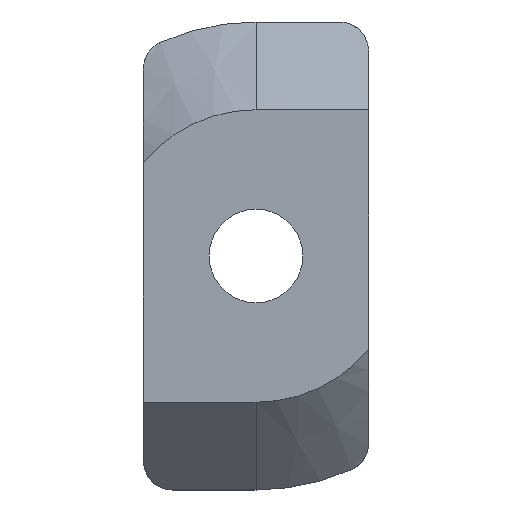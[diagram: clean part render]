
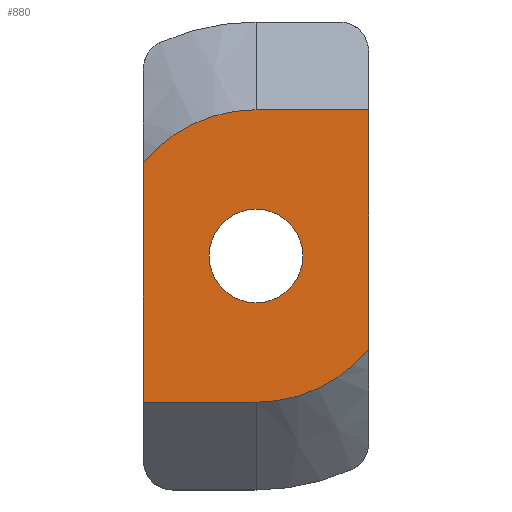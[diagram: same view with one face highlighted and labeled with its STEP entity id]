
A CAD part, front view. The second image highlights one B-rep face of the part: STEP entity #880.
In plain terms, the highlighted planar face has unit normal (0, -1, 0).
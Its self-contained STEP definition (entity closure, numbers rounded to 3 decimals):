
#21 = ORIENTED_EDGE ( 'NONE', *, *, #133, .F. ) ;
#29 = CARTESIAN_POINT ( 'NONE',  ( -3.85, 0., -5. ) ) ;
#46 = ORIENTED_EDGE ( 'NONE', *, *, #291, .F. ) ;
#50 = DIRECTION ( 'NONE',  ( 0., 0., -1. ) ) ;
#53 = VECTOR ( 'NONE', #456, 1000. ) ;
#79 = VERTEX_POINT ( 'NONE', #147 ) ;
#106 = CARTESIAN_POINT ( 'NONE',  ( 0., 0., 0. ) ) ;
#109 = AXIS2_PLACEMENT_3D ( 'NONE', #106, #845, #631 ) ;
#121 = FACE_OUTER_BOUND ( 'NONE', #629, .T. ) ;
#129 = DIRECTION ( 'NONE',  ( 0., 1., 0. ) ) ;
#132 = VECTOR ( 'NONE', #50, 1000. ) ;
#133 = EDGE_CURVE ( 'NONE', #259, #543, #306, .T. ) ;
#147 = CARTESIAN_POINT ( 'NONE',  ( 3.85, 0., 5. ) ) ;
#161 = CARTESIAN_POINT ( 'NONE',  ( 3.85, 0., -3.19 ) ) ;
#187 = CARTESIAN_POINT ( 'NONE',  ( 0., 0., 5. ) ) ;
#232 = VERTEX_POINT ( 'NONE', #161 ) ;
#237 = LINE ( 'NONE', #858, #132 ) ;
#239 = AXIS2_PLACEMENT_3D ( 'NONE', #645, #336, #269 ) ;
#259 = VERTEX_POINT ( 'NONE', #29 ) ;
#269 = DIRECTION ( 'NONE',  ( 0., 0., 1. ) ) ;
#280 = FACE_BOUND ( 'NONE', #650, .T. ) ;
#289 = DIRECTION ( 'NONE',  ( 0., 1., 0. ) ) ;
#291 = EDGE_CURVE ( 'NONE', #922, #680, #538, .T. ) ;
#306 = LINE ( 'NONE', #321, #53 ) ;
#321 = CARTESIAN_POINT ( 'NONE',  ( -3.85, 0., 0. ) ) ;
#323 = CARTESIAN_POINT ( 'NONE',  ( 0., 0., -5. ) ) ;
#335 = EDGE_CURVE ( 'NONE', #680, #922, #479, .T. ) ;
#336 = DIRECTION ( 'NONE',  ( 0., -1., 0. ) ) ;
#340 = DIRECTION ( 'NONE',  ( 0., 1., 0. ) ) ;
#343 = VERTEX_POINT ( 'NONE', #410 ) ;
#348 = EDGE_CURVE ( 'NONE', #79, #232, #237, .T. ) ;
#351 = AXIS2_PLACEMENT_3D ( 'NONE', #866, #340, #940 ) ;
#384 = EDGE_CURVE ( 'NONE', #543, #343, #762, .T. ) ;
#410 = CARTESIAN_POINT ( 'NONE',  ( 0., 0., 5. ) ) ;
#423 = DIRECTION ( 'NONE',  ( 0., 0., 1. ) ) ;
#427 = ORIENTED_EDGE ( 'NONE', *, *, #726, .F. ) ;
#441 = DIRECTION ( 'NONE',  ( -1., 0., 0. ) ) ;
#454 = EDGE_CURVE ( 'NONE', #665, #259, #640, .T. ) ;
#456 = DIRECTION ( 'NONE',  ( 0., 0., 1. ) ) ;
#479 = CIRCLE ( 'NONE', #239, 1.6 ) ;
#488 = CARTESIAN_POINT ( 'NONE',  ( 0., 0., 0. ) ) ;
#494 = DIRECTION ( 'NONE',  ( 0., 0., 1. ) ) ;
#518 = ORIENTED_EDGE ( 'NONE', *, *, #454, .F. ) ;
#538 = CIRCLE ( 'NONE', #109, 1.6 ) ;
#543 = VERTEX_POINT ( 'NONE', #980 ) ;
#552 = AXIS2_PLACEMENT_3D ( 'NONE', #957, #289, #494 ) ;
#564 = ORIENTED_EDGE ( 'NONE', *, *, #335, .F. ) ;
#595 = CARTESIAN_POINT ( 'NONE',  ( 0., 0., -5. ) ) ;
#629 = EDGE_LOOP ( 'NONE', ( #427, #666, #21, #518, #642, #747 ) ) ;
#631 = DIRECTION ( 'NONE',  ( 0., 0., 1. ) ) ;
#640 = LINE ( 'NONE', #595, #793 ) ;
#642 = ORIENTED_EDGE ( 'NONE', *, *, #734, .F. ) ;
#645 = CARTESIAN_POINT ( 'NONE',  ( 0., 0., 0. ) ) ;
#648 = AXIS2_PLACEMENT_3D ( 'NONE', #488, #129, #423 ) ;
#650 = EDGE_LOOP ( 'NONE', ( #564, #46 ) ) ;
#665 = VERTEX_POINT ( 'NONE', #323 ) ;
#666 = ORIENTED_EDGE ( 'NONE', *, *, #384, .F. ) ;
#680 = VERTEX_POINT ( 'NONE', #831 ) ;
#704 = DIRECTION ( 'NONE',  ( 1., 0., 0. ) ) ;
#726 = EDGE_CURVE ( 'NONE', #343, #79, #819, .T. ) ;
#734 = EDGE_CURVE ( 'NONE', #232, #665, #931, .T. ) ;
#747 = ORIENTED_EDGE ( 'NONE', *, *, #348, .F. ) ;
#751 = CARTESIAN_POINT ( 'NONE',  ( 0., 0., -1.6 ) ) ;
#762 = CIRCLE ( 'NONE', #648, 5. ) ;
#793 = VECTOR ( 'NONE', #441, 1000. ) ;
#819 = LINE ( 'NONE', #187, #958 ) ;
#831 = CARTESIAN_POINT ( 'NONE',  ( 0., 0., 1.6 ) ) ;
#845 = DIRECTION ( 'NONE',  ( 0., -1., 0. ) ) ;
#858 = CARTESIAN_POINT ( 'NONE',  ( 3.85, 0., 0. ) ) ;
#866 = CARTESIAN_POINT ( 'NONE',  ( 0., 0., 0. ) ) ;
#880 = ADVANCED_FACE ( 'NONE', ( #280, #121 ), #968, .F. ) ;
#922 = VERTEX_POINT ( 'NONE', #751 ) ;
#931 = CIRCLE ( 'NONE', #351, 5. ) ;
#940 = DIRECTION ( 'NONE',  ( 0., 0., 1. ) ) ;
#957 = CARTESIAN_POINT ( 'NONE',  ( 0., 0., 0. ) ) ;
#958 = VECTOR ( 'NONE', #704, 1000. ) ;
#968 = PLANE ( 'NONE',  #552 ) ;
#980 = CARTESIAN_POINT ( 'NONE',  ( -3.85, 0., 3.19 ) ) ;
